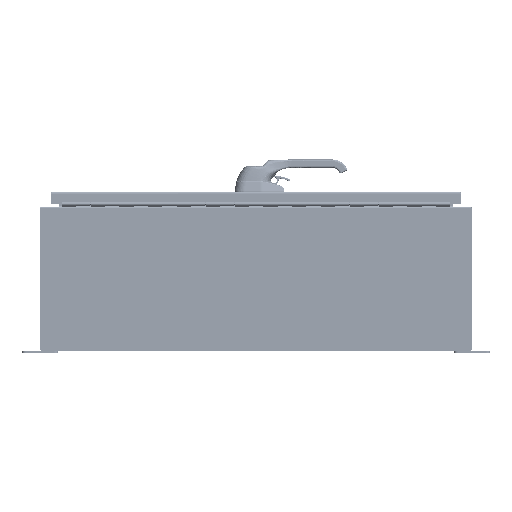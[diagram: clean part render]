
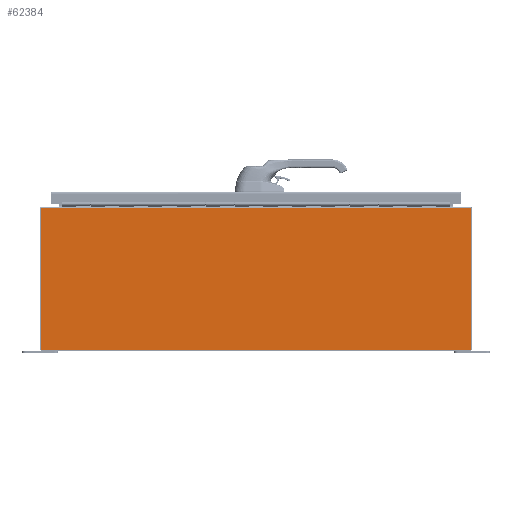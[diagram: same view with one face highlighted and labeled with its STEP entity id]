
A CAD part, left-side view. The second image highlights one B-rep face of the part: STEP entity #62384.
In plain terms, the highlighted face is planar.
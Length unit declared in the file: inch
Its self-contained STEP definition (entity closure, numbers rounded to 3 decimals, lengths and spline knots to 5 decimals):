
#3106 = EDGE_CURVE ( 'NONE', #8152, #96735, #43045, .T. ) ;
#4402 = LINE ( 'NONE', #148804, #70534 ) ;
#8152 = VERTEX_POINT ( 'NONE', #102878 ) ;
#9749 = CARTESIAN_POINT ( 'NONE',  ( -4.926, 14.926, 0.074 ) ) ;
#33530 = DIRECTION ( 'NONE',  ( 1., 0., 0. ) ) ;
#41941 = VERTEX_POINT ( 'NONE', #60734 ) ;
#43045 = LINE ( 'NONE', #99327, #109054 ) ;
#47092 = EDGE_LOOP ( 'NONE', ( #89489, #120930, #86724, #154382 ) ) ;
#48053 = EDGE_CURVE ( 'NONE', #96735, #41941, #102194, .T. ) ;
#51956 = VECTOR ( 'NONE', #110147, 39.37008 ) ;
#60734 = CARTESIAN_POINT ( 'NONE',  ( 4.89475, 14.926, 0.074 ) ) ;
#61607 = DIRECTION ( 'NONE',  ( -1., 0., 0. ) ) ;
#62384 = ADVANCED_FACE ( 'NONE', ( #82628 ), #114031, .T. ) ;
#67865 = VERTEX_POINT ( 'NONE', #127853 ) ;
#70534 = VECTOR ( 'NONE', #61607, 39.37008 ) ;
#82628 = FACE_OUTER_BOUND ( 'NONE', #47092, .T. ) ;
#85038 = LINE ( 'NONE', #113446, #51956 ) ;
#86724 = ORIENTED_EDGE ( 'NONE', *, *, #3106, .F. ) ;
#89489 = ORIENTED_EDGE ( 'NONE', *, *, #120723, .T. ) ;
#93110 = DIRECTION ( 'NONE',  ( 0., 1., 0. ) ) ;
#96735 = VERTEX_POINT ( 'NONE', #125667 ) ;
#99327 = CARTESIAN_POINT ( 'NONE',  ( -4.926, -14.926, 0.074 ) ) ;
#102194 = LINE ( 'NONE', #9749, #135089 ) ;
#102878 = CARTESIAN_POINT ( 'NONE',  ( -4.926, -14.926, 0.074 ) ) ;
#109054 = VECTOR ( 'NONE', #93110, 39.37008 ) ;
#110147 = DIRECTION ( 'NONE',  ( 0., 1., 0. ) ) ;
#111552 = DIRECTION ( 'NONE',  ( 1., 0., 0. ) ) ;
#111593 = DIRECTION ( 'NONE',  ( 0., 0., 1. ) ) ;
#111736 = CARTESIAN_POINT ( 'NONE',  ( 0., 0., 0.074 ) ) ;
#113446 = CARTESIAN_POINT ( 'NONE',  ( 4.89475, -7.463, 0.074 ) ) ;
#114031 = PLANE ( 'NONE',  #136606 ) ;
#120723 = EDGE_CURVE ( 'NONE', #67865, #41941, #85038, .T. ) ;
#120930 = ORIENTED_EDGE ( 'NONE', *, *, #48053, .F. ) ;
#125667 = CARTESIAN_POINT ( 'NONE',  ( -4.926, 14.926, 0.074 ) ) ;
#127853 = CARTESIAN_POINT ( 'NONE',  ( 4.89475, -14.926, 0.074 ) ) ;
#135089 = VECTOR ( 'NONE', #33530, 39.37008 ) ;
#136157 = EDGE_CURVE ( 'NONE', #67865, #8152, #4402, .T. ) ;
#136606 = AXIS2_PLACEMENT_3D ( 'NONE', #111736, #111593, #111552 ) ;
#148804 = CARTESIAN_POINT ( 'NONE',  ( 4.926, -14.926, 0.074 ) ) ;
#154382 = ORIENTED_EDGE ( 'NONE', *, *, #136157, .F. ) ;
